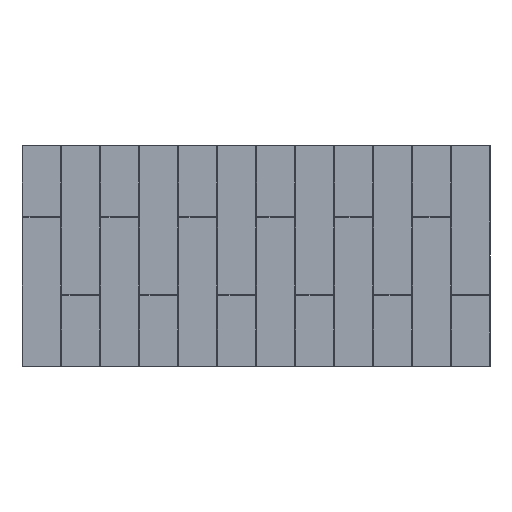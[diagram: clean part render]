
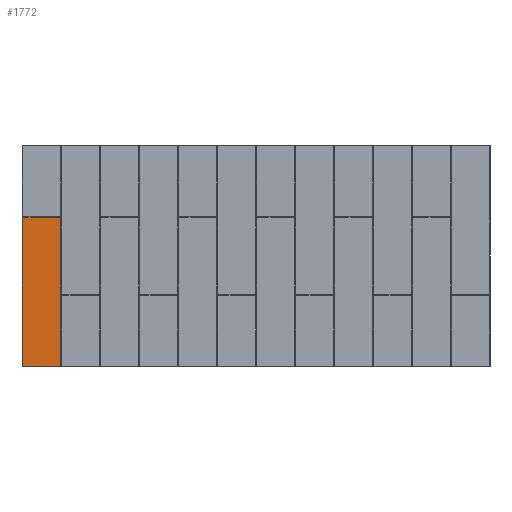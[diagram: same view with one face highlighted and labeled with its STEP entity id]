
A CAD part, top view. The second image highlights one B-rep face of the part: STEP entity #1772.
In plain terms, the highlighted planar face has unit normal (0, 0, 1).
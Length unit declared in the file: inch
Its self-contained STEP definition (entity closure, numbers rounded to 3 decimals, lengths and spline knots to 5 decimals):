
#94 = CARTESIAN_POINT ( 'NONE',  ( 0., -12.08478, 0.1875 ) ) ;
#1020 = B_SPLINE_CURVE_WITH_KNOTS ( 'NONE', 3,
 ( #12626, #16379, #4706, #18587, #14318, #12501, #2624, #14060, #8207, #12365 ),
 .UNSPECIFIED., .F., .F.,
 ( 4, 2, 2, 2, 4 ),
 ( 0., 0.12821, 0.33333, 0.66154, 1. ),
 .UNSPECIFIED. ) ;
#1291 = VERTEX_POINT ( 'NONE', #18453 ) ;
#1772 = ADVANCED_FACE ( 'NONE', ( #9752 ), #15217, .T. ) ;
#1831 = VERTEX_POINT ( 'NONE', #13275 ) ;
#2020 = DIRECTION ( 'NONE',  ( 1., 0., 0. ) ) ;
#2379 = CARTESIAN_POINT ( 'NONE',  ( -23.91481, -12.09153, 0.1875 ) ) ;
#2624 = CARTESIAN_POINT ( 'NONE',  ( -18.08697, -12.08813, 0.1875 ) ) ;
#3537 = DIRECTION ( 'NONE',  ( 1., 0., 0. ) ) ;
#3550 = CARTESIAN_POINT ( 'NONE',  ( -23.91522, -12.0945, 0.1875 ) ) ;
#4448 = EDGE_LOOP ( 'NONE', ( #5649, #11634, #15353, #10808, #20298, #10208 ) ) ;
#4706 = CARTESIAN_POINT ( 'NONE',  ( -18.0932, -12.08485, 0.1875 ) ) ;
#5393 = VECTOR ( 'NONE', #9195, 39.37008 ) ;
#5649 = ORIENTED_EDGE ( 'NONE', *, *, #22418, .T. ) ;
#5706 = VECTOR ( 'NONE', #16102, 39.37008 ) ;
#5828 = EDGE_CURVE ( 'NONE', #25212, #25397, #22213, .T. ) ;
#5877 = CARTESIAN_POINT ( 'NONE',  ( -23.9055, -12.08478, 0.1875 ) ) ;
#6115 = CARTESIAN_POINT ( 'NONE',  ( -18.08478, 0., 0.1875 ) ) ;
#6491 = AXIS2_PLACEMENT_3D ( 'NONE', #7676, #11582, #3537 ) ;
#7209 = VECTOR ( 'NONE', #2020, 39.37008 ) ;
#7676 = CARTESIAN_POINT ( 'NONE',  ( 0., 0., 0.1875 ) ) ;
#8088 = CARTESIAN_POINT ( 'NONE',  ( -23.91186, -12.08697, 0.1875 ) ) ;
#8207 = CARTESIAN_POINT ( 'NONE',  ( -18.08478, -12.09279, 0.1875 ) ) ;
#8351 = CARTESIAN_POINT ( 'NONE',  ( -23.90721, -12.08478, 0.1875 ) ) ;
#9068 = LINE ( 'NONE', #16989, #5393 ) ;
#9195 = DIRECTION ( 'NONE',  ( 0., -1., 0. ) ) ;
#9689 = VERTEX_POINT ( 'NONE', #21177 ) ;
#9752 = FACE_OUTER_BOUND ( 'NONE', #4448, .T. ) ;
#10208 = ORIENTED_EDGE ( 'NONE', *, *, #5828, .F. ) ;
#10808 = ORIENTED_EDGE ( 'NONE', *, *, #12274, .F. ) ;
#11582 = DIRECTION ( 'NONE',  ( 0., 0., 1. ) ) ;
#11634 = ORIENTED_EDGE ( 'NONE', *, *, #24908, .T. ) ;
#11879 = LINE ( 'NONE', #19809, #7209 ) ;
#12119 = CARTESIAN_POINT ( 'NONE',  ( -23.91522, -12.09385, 0.1875 ) ) ;
#12274 = EDGE_CURVE ( 'NONE', #1831, #9689, #1020, .T. ) ;
#12365 = CARTESIAN_POINT ( 'NONE',  ( -18.08478, -12.0945, 0.1875 ) ) ;
#12501 = CARTESIAN_POINT ( 'NONE',  ( -18.0882, -12.08692, 0.1875 ) ) ;
#12626 = CARTESIAN_POINT ( 'NONE',  ( -18.0945, -12.08478, 0.1875 ) ) ;
#13275 = CARTESIAN_POINT ( 'NONE',  ( -18.0945, -12.08478, 0.1875 ) ) ;
#13903 = LINE ( 'NONE', #6115, #5706 ) ;
#14060 = CARTESIAN_POINT ( 'NONE',  ( -18.08525, -12.09106, 0.1875 ) ) ;
#14318 = CARTESIAN_POINT ( 'NONE',  ( -18.09055, -12.08556, 0.1875 ) ) ;
#14497 = CARTESIAN_POINT ( 'NONE',  ( -23.91522, -35., 0.1875 ) ) ;
#15217 = PLANE ( 'NONE',  #6491 ) ;
#15353 = ORIENTED_EDGE ( 'NONE', *, *, #16886, .T. ) ;
#15887 = CARTESIAN_POINT ( 'NONE',  ( -23.91515, -12.0932, 0.1875 ) ) ;
#16102 = DIRECTION ( 'NONE',  ( 0., 1., 0. ) ) ;
#16269 = CARTESIAN_POINT ( 'NONE',  ( -23.9055, -12.08478, 0.1875 ) ) ;
#16379 = CARTESIAN_POINT ( 'NONE',  ( -18.09386, -12.08478, 0.1875 ) ) ;
#16886 = EDGE_CURVE ( 'NONE', #1291, #9689, #13903, .T. ) ;
#16989 = CARTESIAN_POINT ( 'NONE',  ( -23.91522, 0., 0.1875 ) ) ;
#17864 = LINE ( 'NONE', #94, #19876 ) ;
#18214 = CARTESIAN_POINT ( 'NONE',  ( -23.91444, -12.09055, 0.1875 ) ) ;
#18344 = CARTESIAN_POINT ( 'NONE',  ( -23.91308, -12.08819, 0.1875 ) ) ;
#18453 = CARTESIAN_POINT ( 'NONE',  ( -18.08478, -35., 0.1875 ) ) ;
#18587 = CARTESIAN_POINT ( 'NONE',  ( -18.09153, -12.08519, 0.1875 ) ) ;
#19809 = CARTESIAN_POINT ( 'NONE',  ( 0., -35., 0.1875 ) ) ;
#19876 = VECTOR ( 'NONE', #21639, 39.37008 ) ;
#20046 = CARTESIAN_POINT ( 'NONE',  ( -23.90893, -12.08525, 0.1875 ) ) ;
#20169 = CARTESIAN_POINT ( 'NONE',  ( -23.91522, -12.0945, 0.1875 ) ) ;
#20298 = ORIENTED_EDGE ( 'NONE', *, *, #21144, .T. ) ;
#21144 = EDGE_CURVE ( 'NONE', #1831, #25397, #17864, .T. ) ;
#21177 = CARTESIAN_POINT ( 'NONE',  ( -18.08478, -12.0945, 0.1875 ) ) ;
#21639 = DIRECTION ( 'NONE',  ( -1., 0., 0. ) ) ;
#22213 = B_SPLINE_CURVE_WITH_KNOTS ( 'NONE', 3,
 ( #20169, #12119, #15887, #2379, #18214, #18344, #8088, #20046, #8351, #16269 ),
 .UNSPECIFIED., .F., .F.,
 ( 4, 2, 2, 2, 4 ),
 ( 0., 0.12821, 0.33333, 0.66154, 1. ),
 .UNSPECIFIED. ) ;
#22418 = EDGE_CURVE ( 'NONE', #25212, #22528, #9068, .T. ) ;
#22528 = VERTEX_POINT ( 'NONE', #14497 ) ;
#24908 = EDGE_CURVE ( 'NONE', #22528, #1291, #11879, .T. ) ;
#25212 = VERTEX_POINT ( 'NONE', #3550 ) ;
#25397 = VERTEX_POINT ( 'NONE', #5877 ) ;
